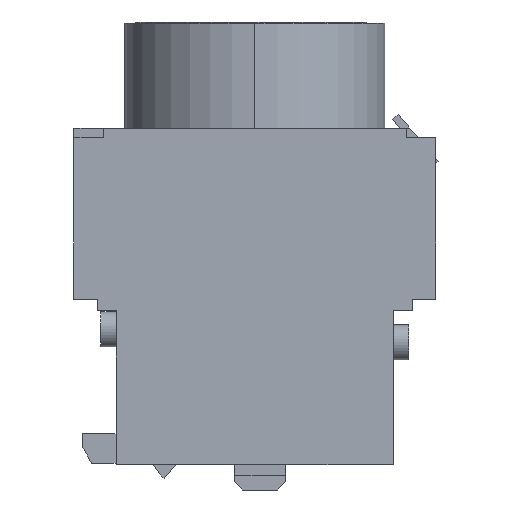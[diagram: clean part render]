
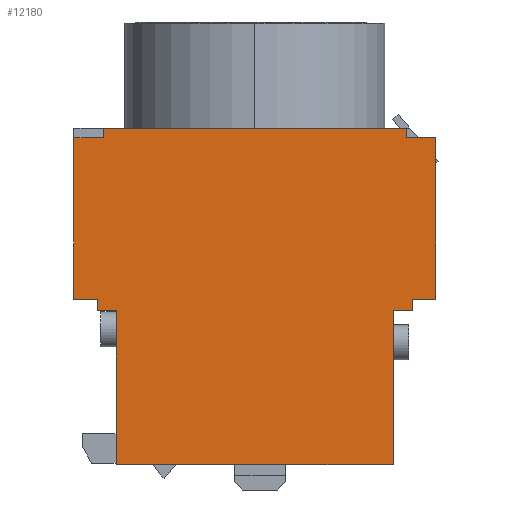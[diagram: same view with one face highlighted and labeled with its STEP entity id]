
A CAD part, left-side view. The second image highlights one B-rep face of the part: STEP entity #12180.
In plain terms, the highlighted planar face has unit normal (-1, 0, 0).
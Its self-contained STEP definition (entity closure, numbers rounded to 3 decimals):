
#388=DIRECTION('',(0.,-1.,0.));
#389=VECTOR('',#388,39.4);
#390=CARTESIAN_POINT('',(0.,43.2,44.15));
#391=LINE('',#390,#389);
#953=DIRECTION('',(0.,0.,-1.));
#954=VECTOR('',#953,1.5);
#955=CARTESIAN_POINT('',(0.,44.,21.95));
#956=LINE('',#955,#954);
#960=DIRECTION('',(0.,-1.,0.));
#961=VECTOR('',#960,36.);
#962=CARTESIAN_POINT('',(0.,41.5,0.45));
#963=LINE('',#962,#961);
#967=DIRECTION('',(0.,0.,1.));
#968=VECTOR('',#967,20.);
#969=CARTESIAN_POINT('',(0.,41.5,0.45));
#970=LINE('',#969,#968);
#974=DIRECTION('',(0.,-1.,0.));
#975=VECTOR('',#974,3.);
#976=CARTESIAN_POINT('',(0.,47.,21.95));
#977=LINE('',#976,#975);
#981=DIRECTION('',(0.,0.,1.));
#982=VECTOR('',#981,21.);
#983=CARTESIAN_POINT('',(0.,47.,21.95));
#984=LINE('',#983,#982);
#988=DIRECTION('',(0.,-1.,0.));
#989=VECTOR('',#988,3.8);
#990=CARTESIAN_POINT('',(0.,47.,42.95));
#991=LINE('',#990,#989);
#995=DIRECTION('',(0.,0.,-1.));
#996=VECTOR('',#995,1.2);
#997=CARTESIAN_POINT('',(0.,43.2,44.15));
#998=LINE('',#997,#996);
#1002=DIRECTION('',(0.,0.,-1.));
#1003=VECTOR('',#1002,1.2);
#1004=CARTESIAN_POINT('',(0.,3.8,44.15));
#1005=LINE('',#1004,#1003);
#1009=DIRECTION('',(0.,1.,0.));
#1010=VECTOR('',#1009,3.8);
#1011=CARTESIAN_POINT('',(0.,0.,42.95));
#1012=LINE('',#1011,#1010);
#1016=DIRECTION('',(0.,1.,0.));
#1017=VECTOR('',#1016,3.);
#1018=CARTESIAN_POINT('',(0.,0.,21.95));
#1019=LINE('',#1018,#1017);
#1023=DIRECTION('',(0.,0.,1.));
#1024=VECTOR('',#1023,20.);
#1025=CARTESIAN_POINT('',(0.,5.5,0.45));
#1026=LINE('',#1025,#1024);
#5266=DIRECTION('',(0.,-1.,0.));
#5267=VECTOR('',#5266,2.5);
#5268=CARTESIAN_POINT('',(0.,5.5,20.45));
#5269=LINE('',#5268,#5267);
#5308=DIRECTION('',(0.,0.,-1.));
#5309=VECTOR('',#5308,1.5);
#5310=CARTESIAN_POINT('',(0.,3.,21.95));
#5311=LINE('',#5310,#5309);
#5483=DIRECTION('',(0.,0.,1.));
#5484=VECTOR('',#5483,21.);
#5485=CARTESIAN_POINT('',(0.,0.,21.95));
#5486=LINE('',#5485,#5484);
#8403=DIRECTION('',(0.,1.,0.));
#8404=VECTOR('',#8403,2.5);
#8405=CARTESIAN_POINT('',(0.,41.5,20.45));
#8406=LINE('',#8405,#8404);
#9820=CARTESIAN_POINT('',(0.,47.,21.95));
#9822=VERTEX_POINT('',#9820);
#9843=CARTESIAN_POINT('',(0.,0.,21.95));
#9845=VERTEX_POINT('',#9843);
#9968=CARTESIAN_POINT('',(0.,47.,42.95));
#9970=VERTEX_POINT('',#9968);
#9971=CARTESIAN_POINT('',(0.,43.2,42.95));
#9972=VERTEX_POINT('',#9971);
#9973=CARTESIAN_POINT('',(0.,43.2,44.15));
#9974=VERTEX_POINT('',#9973);
#9995=CARTESIAN_POINT('',(0.,0.,42.95));
#9997=VERTEX_POINT('',#9995);
#10015=CARTESIAN_POINT('',(0.,3.8,42.95));
#10016=VERTEX_POINT('',#10015);
#10017=CARTESIAN_POINT('',(0.,3.8,44.15));
#10018=VERTEX_POINT('',#10017);
#11007=CARTESIAN_POINT('',(0.,44.,20.45));
#11009=VERTEX_POINT('',#11007);
#11023=CARTESIAN_POINT('',(0.,44.,21.95));
#11025=VERTEX_POINT('',#11023);
#11040=CARTESIAN_POINT('',(0.,41.5,20.45));
#11042=VERTEX_POINT('',#11040);
#11047=CARTESIAN_POINT('',(0.,3.,20.45));
#11049=VERTEX_POINT('',#11047);
#11073=CARTESIAN_POINT('',(0.,5.5,20.45));
#11074=VERTEX_POINT('',#11073);
#11077=CARTESIAN_POINT('',(0.,3.,21.95));
#11078=VERTEX_POINT('',#11077);
#11334=CARTESIAN_POINT('',(0.,41.5,0.45));
#11335=CARTESIAN_POINT('',(0.,5.5,0.45));
#11336=VERTEX_POINT('',#11334);
#11337=VERTEX_POINT('',#11335);
#12145=CARTESIAN_POINT('',(0.,47.,0.));
#12146=DIRECTION('',(-1.,0.,0.));
#12147=DIRECTION('',(0.,-1.,0.));
#12148=AXIS2_PLACEMENT_3D('',#12145,#12146,#12147);
#12149=PLANE('',#12148);
#12151=ORIENTED_EDGE('',*,*,#12150,.F.);
#12153=ORIENTED_EDGE('',*,*,#12152,.T.);
#12155=ORIENTED_EDGE('',*,*,#12154,.T.);
#12156=ORIENTED_EDGE('',*,*,#12134,.F.);
#12157=ORIENTED_EDGE('',*,*,#12078,.F.);
#12159=ORIENTED_EDGE('',*,*,#12158,.T.);
#12161=ORIENTED_EDGE('',*,*,#12160,.T.);
#12162=ORIENTED_EDGE('',*,*,#12009,.F.);
#12163=ORIENTED_EDGE('',*,*,#11647,.T.);
#12165=ORIENTED_EDGE('',*,*,#12164,.T.);
#12167=ORIENTED_EDGE('',*,*,#12166,.F.);
#12169=ORIENTED_EDGE('',*,*,#12168,.F.);
#12171=ORIENTED_EDGE('',*,*,#12170,.T.);
#12173=ORIENTED_EDGE('',*,*,#12172,.T.);
#12175=ORIENTED_EDGE('',*,*,#12174,.F.);
#12177=ORIENTED_EDGE('',*,*,#12176,.F.);
#12178=EDGE_LOOP('',(#12151,#12153,#12155,#12156,#12157,#12159,#12161,#12162,
#12163,#12165,#12167,#12169,#12171,#12173,#12175,#12177));
#12179=FACE_OUTER_BOUND('',#12178,.F.);
#11647=EDGE_CURVE('',#9974,#10018,#391,.T.);
#12009=EDGE_CURVE('',#9974,#9972,#998,.T.);
#12078=EDGE_CURVE('',#9822,#11025,#977,.T.);
#12134=EDGE_CURVE('',#11025,#11009,#956,.T.);
#12150=EDGE_CURVE('',#11336,#11337,#963,.T.);
#12152=EDGE_CURVE('',#11336,#11042,#970,.T.);
#12154=EDGE_CURVE('',#11042,#11009,#8406,.T.);
#12158=EDGE_CURVE('',#9822,#9970,#984,.T.);
#12160=EDGE_CURVE('',#9970,#9972,#991,.T.);
#12164=EDGE_CURVE('',#10018,#10016,#1005,.T.);
#12166=EDGE_CURVE('',#9997,#10016,#1012,.T.);
#12168=EDGE_CURVE('',#9845,#9997,#5486,.T.);
#12170=EDGE_CURVE('',#9845,#11078,#1019,.T.);
#12172=EDGE_CURVE('',#11078,#11049,#5311,.T.);
#12174=EDGE_CURVE('',#11074,#11049,#5269,.T.);
#12176=EDGE_CURVE('',#11337,#11074,#1026,.T.);
#12180=ADVANCED_FACE('',(#12179),#12149,.T.);
